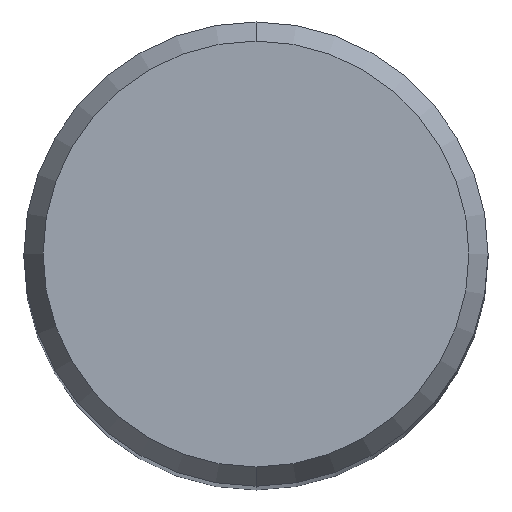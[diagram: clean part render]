
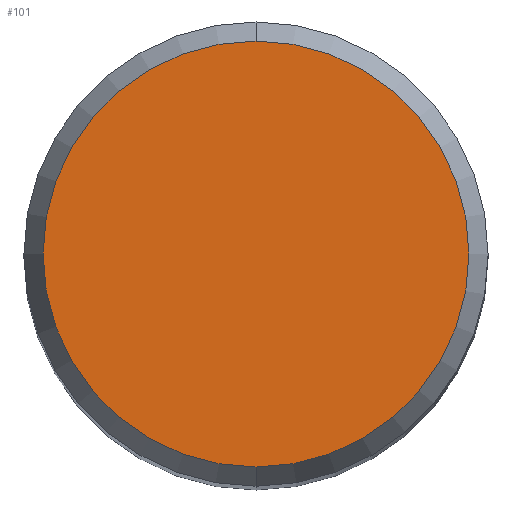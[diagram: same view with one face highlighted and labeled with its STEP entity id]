
A CAD part, top view. The second image highlights one B-rep face of the part: STEP entity #101.
In plain terms, the highlighted planar face has unit normal (0, 0, 1).
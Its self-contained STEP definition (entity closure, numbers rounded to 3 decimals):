
#101=ADVANCED_FACE('',(#252),#253,.T.);
#107=VERTEX_POINT('',#261);
#149=EDGE_CURVE('',#171,#107,#307,.T.);
#171=VERTEX_POINT('',#331);
#211=EDGE_CURVE('',#107,#171,#376,.T.);
#252=FACE_OUTER_BOUND('',#412,.T.);
#253=PLANE('',#413);
#261=CARTESIAN_POINT('',(0.0,5.104,0.0));
#307=CIRCLE('',#479,5.104);
#331=CARTESIAN_POINT('',(0.,-5.104,0.0));
#376=CIRCLE('',#575,5.104);
#412=EDGE_LOOP('',(#602,#603));
#413=AXIS2_PLACEMENT_3D('',#604,#605,#606);
#479=AXIS2_PLACEMENT_3D('',#684,#685,#686);
#575=AXIS2_PLACEMENT_3D('',#761,#762,#763);
#602=ORIENTED_EDGE('',*,*,#211,.F.);
#603=ORIENTED_EDGE('',*,*,#149,.F.);
#604=CARTESIAN_POINT('',(0.0,2.552,0.0));
#605=DIRECTION('',(-0.0,0.0,1.0));
#606=DIRECTION('',(0.0,-1.0,0.0));
#684=CARTESIAN_POINT('',(0.0,0.0,0.0));
#685=DIRECTION('',(0.0,0.0,-1.0));
#686=DIRECTION('',(0.0,1.0,0.0));
#761=CARTESIAN_POINT('',(0.0,0.0,0.0));
#762=DIRECTION('',(0.0,0.0,-1.0));
#763=DIRECTION('',(0.0,1.0,0.0));
